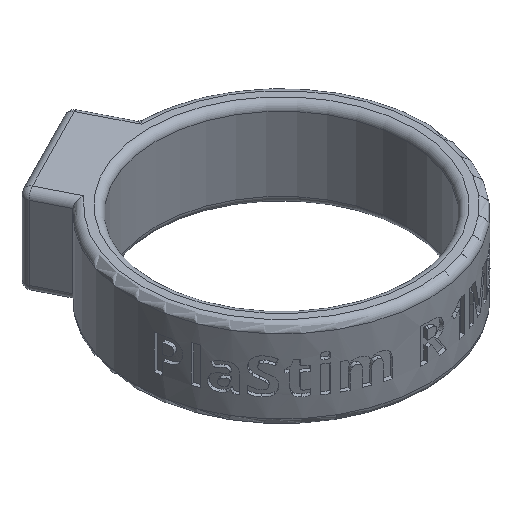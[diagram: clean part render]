
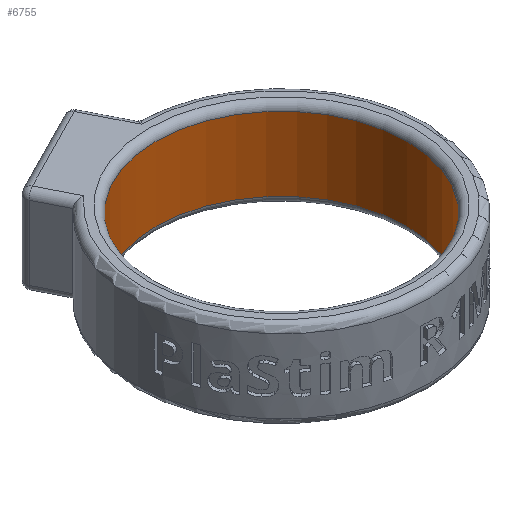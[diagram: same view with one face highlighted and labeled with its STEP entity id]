
A CAD part, isometric view. The second image highlights one B-rep face of the part: STEP entity #6755.
In plain terms, the highlighted cylindrical face has radius 17 mm (diameter 34 mm), a full revolution.
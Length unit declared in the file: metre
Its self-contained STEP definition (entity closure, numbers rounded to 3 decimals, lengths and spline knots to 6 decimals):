
#1429=CIRCLE('',#7247,0.017);
#1430=CIRCLE('',#7249,0.017);
#3435=ORIENTED_EDGE('',*,*,#4453,.T.);
#3436=ORIENTED_EDGE('',*,*,#4456,.F.);
#4453=EDGE_CURVE('',#5123,#5123,#1429,.T.);
#4456=EDGE_CURVE('',#5125,#5125,#1430,.T.);
#5123=VERTEX_POINT('',#12805);
#5125=VERTEX_POINT('',#12811);
#5880=EDGE_LOOP('',(#3435));
#5881=EDGE_LOOP('',(#3436));
#6303=FACE_BOUND('',#5880,.T.);
#6304=FACE_BOUND('',#5881,.T.);
#6379=CYLINDRICAL_SURFACE('',#7250,0.017);
#6755=ADVANCED_FACE('',(#6303,#6304),#6379,.F.);
#7247=AXIS2_PLACEMENT_3D('',#12804,#8616,#8617);
#7249=AXIS2_PLACEMENT_3D('',#12810,#8622,#8623);
#7250=AXIS2_PLACEMENT_3D('',#12812,#8624,#8625);
#8616=DIRECTION('',(0.,0.,1.));
#8617=DIRECTION('',(1.,0.,0.));
#8622=DIRECTION('',(0.,0.,1.));
#8623=DIRECTION('',(1.,0.,0.));
#8624=DIRECTION('',(0.,0.,-1.));
#8625=DIRECTION('',(-1.,0.,0.));
#12804=CARTESIAN_POINT('',(0.,0.,0.005));
#12805=CARTESIAN_POINT('',(0.017,0.,0.005));
#12810=CARTESIAN_POINT('',(0.,0.,-0.005));
#12811=CARTESIAN_POINT('',(0.017,0.,-0.005));
#12812=CARTESIAN_POINT('',(0.,0.,0.005));
